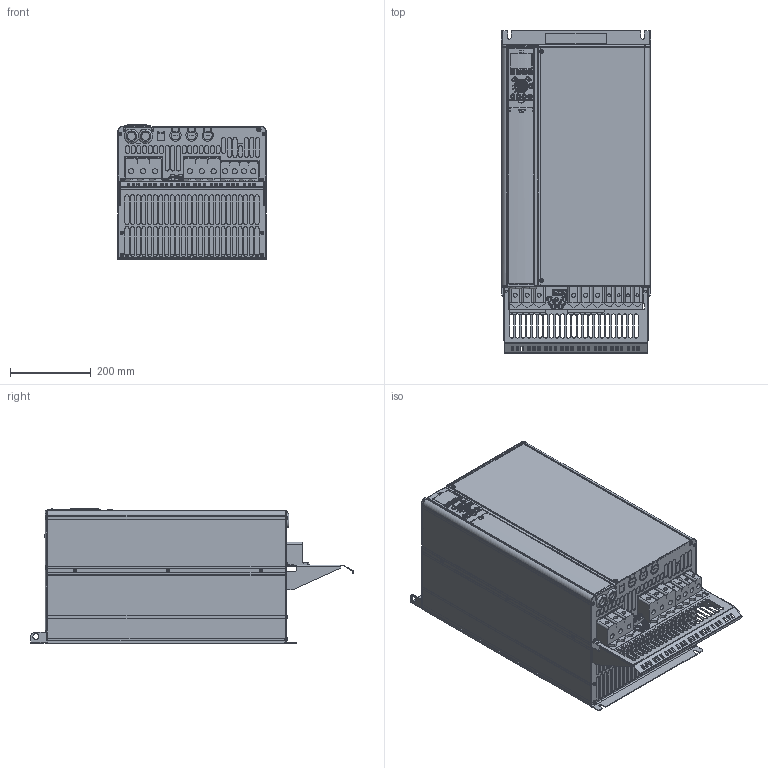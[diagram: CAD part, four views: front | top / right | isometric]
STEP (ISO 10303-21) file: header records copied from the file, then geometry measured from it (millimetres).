
FILE_DESCRIPTION((''),'2;1');
FILE_NAME('DANFOSS-FC200-C4-IP20-128','2019-09-10T',('U322080'),(''),'CREO PARAMETRIC BY PTC INC, 2018070','CREO PARAMETRIC BY PTC INC, 2018070','');
FILE_SCHEMA(('CONFIG_CONTROL_DESIGN'));
Products named in the file (1): DANFOSS-FC200-C4-IP20-128
Bounding box: 370.9 x 800 x 334 mm (x, y, z)
Volume: 69638653.4 mm3; surface area: 1817402 mm2
Topology: 1 solids, 30 shells, 4943 faces, 13700 edges, 8868 vertices
Faces by surface type: plane 2457, cylinder 1584, bspline 565, cone 124, torus 123, sphere 66, extrusion 24
Entity records: 211673 total; most frequent: CARTESIAN_POINT 72448, ORIENTED_EDGE 27188, DIRECTION 21950, EDGE_CURVE 13594, VERTEX_POINT 8868, VECTOR 7704, LINE 7680, AXIS2_PLACEMENT_3D 7123
